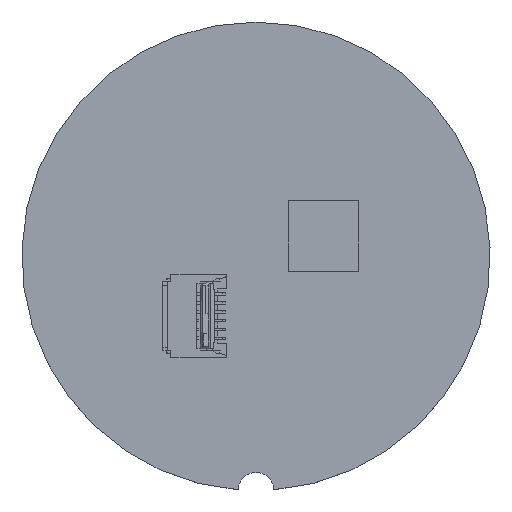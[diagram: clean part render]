
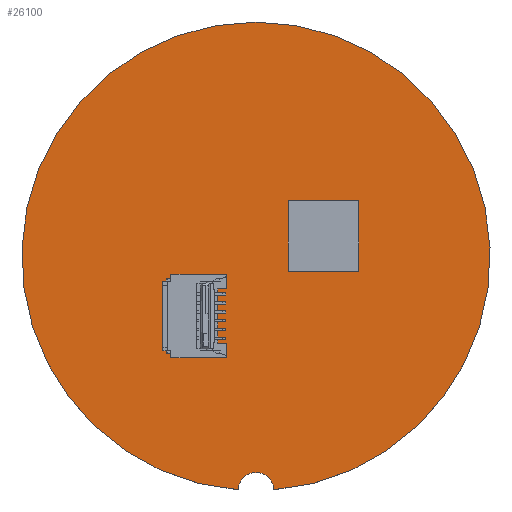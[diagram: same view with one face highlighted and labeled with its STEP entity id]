
A CAD part, top view. The second image highlights one B-rep face of the part: STEP entity #26100.
In plain terms, the highlighted planar face has unit normal (0, 0, 1).
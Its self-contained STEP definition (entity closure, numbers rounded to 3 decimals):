
#25920 = VERTEX_POINT('',#25921);
#25921 = CARTESIAN_POINT('',(101.01,-113.165,1.6));
#25928 = CYLINDRICAL_SURFACE('',#25929,1.011);
#25929 = AXIS2_PLACEMENT_3D('',#25930,#25931,#25932);
#25930 = CARTESIAN_POINT('',(100.,-113.2,0.));
#25931 = DIRECTION('',(0.,0.,-1.));
#25932 = DIRECTION('',(1.,0.,0.));
#25940 = CYLINDRICAL_SURFACE('',#25941,13.204);
#25941 = AXIS2_PLACEMENT_3D('',#25942,#25943,#25944);
#25942 = CARTESIAN_POINT('',(100.,-100.,0.));
#25943 = DIRECTION('',(0.,0.,-1.));
#25944 = DIRECTION('',(1.,0.,0.));
#25952 = EDGE_CURVE('',#25920,#25953,#25955,.T.);
#25953 = VERTEX_POINT('',#25954);
#25954 = CARTESIAN_POINT('',(98.99,-113.165,1.6));
#25955 = SURFACE_CURVE('',#25956,(#25961,#25968),.PCURVE_S1.);
#25956 = CIRCLE('',#25957,1.011);
#25957 = AXIS2_PLACEMENT_3D('',#25958,#25959,#25960);
#25958 = CARTESIAN_POINT('',(100.,-113.2,1.6));
#25959 = DIRECTION('',(0.,0.,1.));
#25960 = DIRECTION('',(1.,0.,0.));
#25961 = PCURVE('',#25928,#25962);
#25962 = DEFINITIONAL_REPRESENTATION('',(#25963),#25967);
#25963 = LINE('',#25964,#25965);
#25964 = CARTESIAN_POINT('',(0.,-1.6));
#25965 = VECTOR('',#25966,1.);
#25966 = DIRECTION('',(-1.,0.));
#25967 = ( GEOMETRIC_REPRESENTATION_CONTEXT(2) 
PARAMETRIC_REPRESENTATION_CONTEXT() REPRESENTATION_CONTEXT('2D SPACE',''
  ) );
#25968 = PCURVE('',#25969,#25974);
#25969 = PLANE('',#25970);
#25970 = AXIS2_PLACEMENT_3D('',#25971,#25972,#25973);
#25971 = CARTESIAN_POINT('',(100.,-100.333,1.6));
#25972 = DIRECTION('',(0.,0.,-1.));
#25973 = DIRECTION('',(-1.,0.,0.));
#25974 = DEFINITIONAL_REPRESENTATION('',(#25975),#25983);
#25975 = ( BOUNDED_CURVE() B_SPLINE_CURVE(2,(#25976,#25977,#25978,#25979
    ,#25980,#25981,#25982),.UNSPECIFIED.,.T.,.F.) 
B_SPLINE_CURVE_WITH_KNOTS((1,2,2,2,2,1),(-2.094,0.,
    2.094,4.189,6.283,8.378),
.UNSPECIFIED.) CURVE() GEOMETRIC_REPRESENTATION_ITEM() 
RATIONAL_B_SPLINE_CURVE((1.,0.5,1.,0.5,1.,0.5,1.)) REPRESENTATION_ITEM(
  '') );
#25976 = CARTESIAN_POINT('',(-1.011,-12.867));
#25977 = CARTESIAN_POINT('',(-1.011,-11.115));
#25978 = CARTESIAN_POINT('',(0.505,-11.991));
#25979 = CARTESIAN_POINT('',(2.022,-12.867));
#25980 = CARTESIAN_POINT('',(0.505,-13.742));
#25981 = CARTESIAN_POINT('',(-1.011,-14.618));
#25982 = CARTESIAN_POINT('',(-1.011,-12.867));
#25983 = ( GEOMETRIC_REPRESENTATION_CONTEXT(2) 
PARAMETRIC_REPRESENTATION_CONTEXT() REPRESENTATION_CONTEXT('2D SPACE',''
  ) );
#26043 = EDGE_CURVE('',#25920,#25953,#26044,.T.);
#26044 = SURFACE_CURVE('',#26045,(#26050,#26057),.PCURVE_S1.);
#26045 = CIRCLE('',#26046,13.204);
#26046 = AXIS2_PLACEMENT_3D('',#26047,#26048,#26049);
#26047 = CARTESIAN_POINT('',(100.,-100.,1.6));
#26048 = DIRECTION('',(0.,0.,1.));
#26049 = DIRECTION('',(1.,0.,0.));
#26050 = PCURVE('',#25940,#26051);
#26051 = DEFINITIONAL_REPRESENTATION('',(#26052),#26056);
#26052 = LINE('',#26053,#26054);
#26053 = CARTESIAN_POINT('',(0.,-1.6));
#26054 = VECTOR('',#26055,1.);
#26055 = DIRECTION('',(-1.,0.));
#26056 = ( GEOMETRIC_REPRESENTATION_CONTEXT(2) 
PARAMETRIC_REPRESENTATION_CONTEXT() REPRESENTATION_CONTEXT('2D SPACE',''
  ) );
#26057 = PCURVE('',#25969,#26058);
#26058 = DEFINITIONAL_REPRESENTATION('',(#26059),#26067);
#26059 = ( BOUNDED_CURVE() B_SPLINE_CURVE(2,(#26060,#26061,#26062,#26063
    ,#26064,#26065,#26066),.UNSPECIFIED.,.F.,.F.) 
B_SPLINE_CURVE_WITH_KNOTS((1,2,2,2,2,1),(-2.094,0.,
    2.094,4.189,6.283,8.378),
.UNSPECIFIED.) CURVE() GEOMETRIC_REPRESENTATION_ITEM() 
RATIONAL_B_SPLINE_CURVE((1.,0.5,1.,0.5,1.,0.5,1.)) REPRESENTATION_ITEM(
  '') );
#26060 = CARTESIAN_POINT('',(-13.204,0.333));
#26061 = CARTESIAN_POINT('',(-13.204,23.203));
#26062 = CARTESIAN_POINT('',(6.602,11.768));
#26063 = CARTESIAN_POINT('',(26.407,0.333));
#26064 = CARTESIAN_POINT('',(6.602,-11.101));
#26065 = CARTESIAN_POINT('',(-13.204,-22.536));
#26066 = CARTESIAN_POINT('',(-13.204,0.333));
#26067 = ( GEOMETRIC_REPRESENTATION_CONTEXT(2) 
PARAMETRIC_REPRESENTATION_CONTEXT() REPRESENTATION_CONTEXT('2D SPACE',''
  ) );
#26100 = ADVANCED_FACE('',(#26101),#25969,.F.);
#26101 = FACE_BOUND('',#26102,.F.);
#26102 = EDGE_LOOP('',(#26103,#26104));
#26103 = ORIENTED_EDGE('',*,*,#25952,.T.);
#26104 = ORIENTED_EDGE('',*,*,#26043,.F.);
